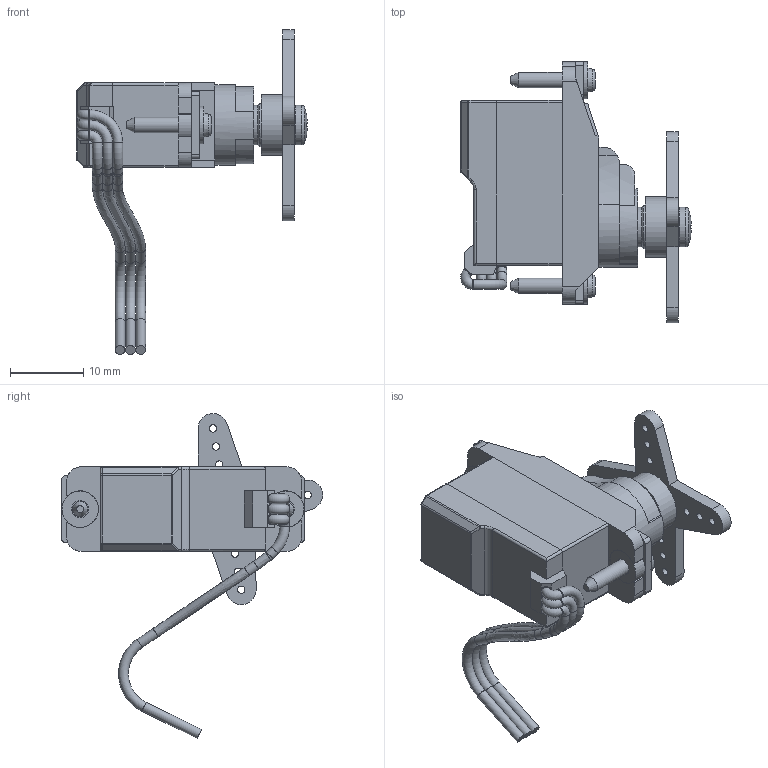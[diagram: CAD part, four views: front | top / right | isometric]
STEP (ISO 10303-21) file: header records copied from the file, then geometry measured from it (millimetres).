
FILE_DESCRIPTION (( 'STEP AP203' ), '1' );
FILE_NAME ('modelcraft micro servo MC -1811.STEP', '2014-07-24T07:03:38', ( 'Teufel.Design' ), ( 'Microsoft' ), 'SwSTEP 2.0', 'SolidWorks 2013', '' );
FILE_SCHEMA (( 'CONFIG_CONTROL_DESIGN' ));
Length unit declared in the file: millimetre
Products named in the file (3): modelcraft micro servo MC -1811; modelcraft micro servo MC -1811_abtriebhebel 1
Assembly tree (2 placements, depth 2):
  modelcraft micro servo MC -1811
    modelcraft micro servo MC -1811
    modelcraft micro servo MC -1811_abtriebhebel 1
Bounding box: 31.42 x 35.55 x 44.21 mm (x, y, z)
Volume: 6398.1 mm3; surface area: 4405.9 mm2
Topology: 13 solids, 13 shells, 261 faces, 602 edges, 374 vertices
Faces by surface type: plane 119, cylinder 99, torus 21, sphere 9, cone 7, bspline 6
Full cylindrical faces by diameter (mm): 1 x12, 1.33 x9, 1.333 x9, 2.1 x2, 2.3 x2, 2.9 x1, 3.3 x2, 4.95 x2, 5.1 x2, 5.396 x2, 5.4 x1, 5.896 x1, 8.2 x1
Entity records: 7589 total; most frequent: CARTESIAN_POINT 1661, DIRECTION 1227, ORIENTED_EDGE 1004, EDGE_CURVE 502, AXIS2_PLACEMENT_3D 483, EDGE_LOOP 381, VERTEX_POINT 357, FACE_OUTER_BOUND 332
